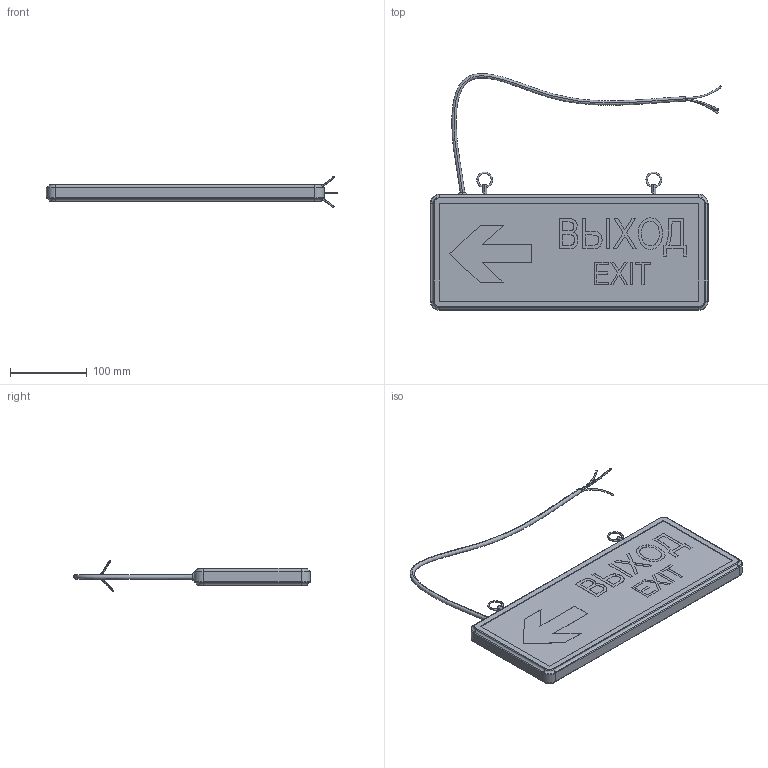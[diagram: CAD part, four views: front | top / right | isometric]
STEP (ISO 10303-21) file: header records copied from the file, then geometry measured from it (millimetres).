
FILE_DESCRIPTION (( 'STEP AP214' ), '1' );
FILE_NAME ('LSSA0-1004-003-K03 ÑÑÀ1004 Ñâåòèëüíèê àâàðèéíûé íà ñâåòîäèîäàõ, 1,5÷., 3Âò, äâóñòîð., ÂÛÕÎÄ-EXIT ñòðåëêà íàïðàâëåíèÿ.STEP', '2017-09-13T12:24:52', ( '' ), ( '' ), 'SwSTEP 2.0', 'SolidWorks 2014', '' );
FILE_SCHEMA (( 'AUTOMOTIVE_DESIGN' ));
Length unit declared in the file: millimetre
Products named in the file (1): LSSA0-1004-003-K03 ÑÑÀ1004 Ñâåòèëüíèê àâàðèéíûé íà ñâåòîäèîäàõ, 1,5÷., 3Âò, äâóñòîð., ÂÛÕÎÄ-EXIT ñòðåëêà íàïðàâëåíèÿ
Bounding box: 380.59 x 309.5 x 41.12 mm (x, y, z)
Volume: 1166141.6 mm3; surface area: 141192.2 mm2
Topology: 1 solids, 1 shells, 399 faces, 1028 edges, 664 vertices
Faces by surface type: plane 241, bspline 84, torus 38, cylinder 36
Entity records: 15910 total; most frequent: CARTESIAN_POINT 6644, ORIENTED_EDGE 2056, DIRECTION 1614, EDGE_CURVE 1028, VECTOR 706, LINE 706, VERTEX_POINT 664, AXIS2_PLACEMENT_3D 454
